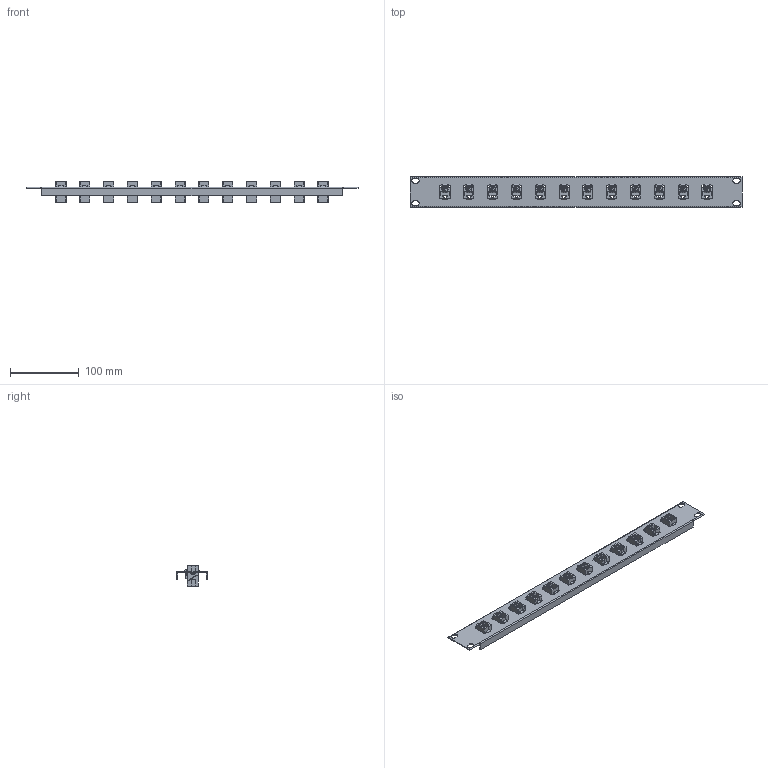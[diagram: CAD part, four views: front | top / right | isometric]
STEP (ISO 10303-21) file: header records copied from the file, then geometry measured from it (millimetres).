
FILE_DESCRIPTION (( 'STEP AP214' ), '1' );
FILE_NAME ('PR175B-C6-12_3D.step', '2025-02-28T17:01:48', ( '' ), ( '' ), 'SwSTEP 2.0', 'SolidWorks 2022', '' );
FILE_SCHEMA (( 'AUTOMOTIVE_DESIGN' ));
Length unit declared in the file: inch
Products named in the file (3): PR175B-C6-12_3D; TDG1026KC6_no label; PR175B-12KS
Assembly tree (13 placements, depth 2):
  PR175B-C6-12_3D
    PR175B-12KS
    TDG1026KC6_no label  x12
Bounding box: 482.6 x 44.45 x 29.8 mm (x, y, z)
Volume: 102660.5 mm3; surface area: 103366 mm2
Topology: 13 solids, 13 shells, 3186 faces, 8804 edges, 5836 vertices
Faces by surface type: plane 2254, bspline 720, cylinder 164, torus 48
Entity records: 15451 total; most frequent: CARTESIAN_POINT 5746, ORIENTED_EDGE 1944, DIRECTION 1503, EDGE_CURVE 972, VECTOR 757, LINE 757, VERTEX_POINT 644, EDGE_LOOP 430
